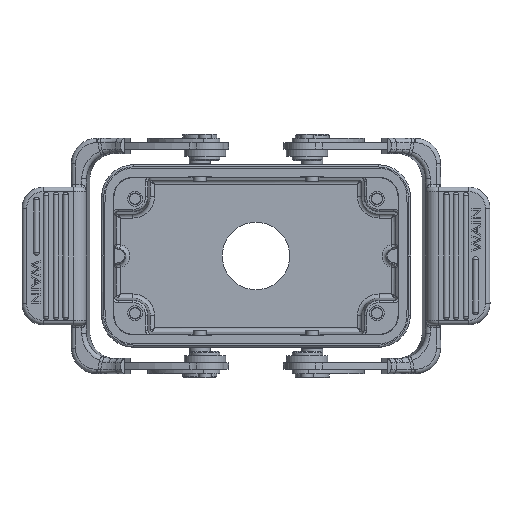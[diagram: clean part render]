
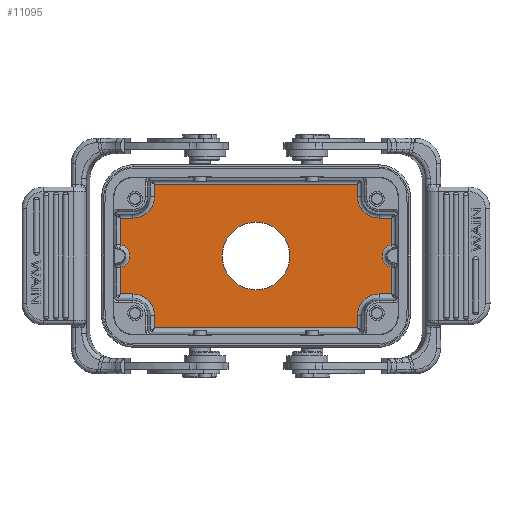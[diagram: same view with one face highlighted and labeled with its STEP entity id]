
A CAD part, front view. The second image highlights one B-rep face of the part: STEP entity #11095.
In plain terms, the highlighted planar face has unit normal (0, -1, 0).
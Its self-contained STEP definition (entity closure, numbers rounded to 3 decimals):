
#11095=ADVANCED_FACE('',(#13154,#13155),#11898,.T.);
#11898=PLANE('',#34408);
#12467=CIRCLE('',#33605,2.772);
#12482=CIRCLE('',#33636,5.053);
#12502=CIRCLE('',#33687,5.053);
#12519=CIRCLE('',#33720,5.053);
#12525=CIRCLE('',#33732,2.772);
#12541=CIRCLE('',#33764,5.053);
#12720=CIRCLE('',#34407,7.95);
#13154=FACE_BOUND('',#14841,.T.);
#13155=FACE_BOUND('',#14842,.T.);
#14841=EDGE_LOOP('',(#21856));
#14842=EDGE_LOOP('',(#21857,#21858,#21859,#21860,#21861,#21862,#21863,#21864,
#21865,#21866,#21867,#21868,#21869,#21870,#21871,#21872,#21873,#21874,#21875,
#21876));
#21856=ORIENTED_EDGE('',*,*,#27891,.F.);
#21857=ORIENTED_EDGE('',*,*,#26687,.T.);
#21858=ORIENTED_EDGE('',*,*,#26691,.F.);
#21859=ORIENTED_EDGE('',*,*,#26747,.T.);
#21860=ORIENTED_EDGE('',*,*,#26751,.T.);
#21861=ORIENTED_EDGE('',*,*,#26755,.T.);
#21862=ORIENTED_EDGE('',*,*,#26759,.F.);
#21863=ORIENTED_EDGE('',*,*,#26793,.T.);
#21864=ORIENTED_EDGE('',*,*,#26797,.T.);
#21865=ORIENTED_EDGE('',*,*,#26819,.F.);
#21866=ORIENTED_EDGE('',*,*,#26814,.T.);
#21867=ORIENTED_EDGE('',*,*,#26811,.T.);
#21868=ORIENTED_EDGE('',*,*,#26804,.F.);
#21869=ORIENTED_EDGE('',*,*,#26851,.T.);
#21870=ORIENTED_EDGE('',*,*,#26855,.T.);
#21871=ORIENTED_EDGE('',*,*,#26859,.T.);
#21872=ORIENTED_EDGE('',*,*,#26863,.F.);
#21873=ORIENTED_EDGE('',*,*,#26866,.T.);
#21874=ORIENTED_EDGE('',*,*,#26668,.T.);
#21875=ORIENTED_EDGE('',*,*,#26663,.F.);
#21876=ORIENTED_EDGE('',*,*,#27890,.T.);
#23630=VERTEX_POINT('',#50035);
#23631=VERTEX_POINT('',#50039);
#23632=VERTEX_POINT('',#50048);
#23650=VERTEX_POINT('',#50097);
#23652=VERTEX_POINT('',#50156);
#23654=VERTEX_POINT('',#50178);
#23692=VERTEX_POINT('',#50342);
#23694=VERTEX_POINT('',#50407);
#23697=VERTEX_POINT('',#50470);
#23699=VERTEX_POINT('',#50492);
#23720=VERTEX_POINT('',#50602);
#23722=VERTEX_POINT('',#50664);
#23729=VERTEX_POINT('',#50695);
#23730=VERTEX_POINT('',#50697);
#23733=VERTEX_POINT('',#50710);
#23734=VERTEX_POINT('',#50773);
#23753=VERTEX_POINT('',#50957);
#23755=VERTEX_POINT('',#51022);
#23758=VERTEX_POINT('',#51085);
#23760=VERTEX_POINT('',#51107);
#24388=VERTEX_POINT('',#54682);
#26663=EDGE_CURVE('',#23630,#23631,#12467,.T.);
#26668=EDGE_CURVE('',#23632,#23631,#29280,.T.);
#26687=EDGE_CURVE('',#23650,#23652,#29283,.T.);
#26691=EDGE_CURVE('',#23654,#23652,#12482,.T.);
#26747=EDGE_CURVE('',#23654,#23692,#29312,.T.);
#26751=EDGE_CURVE('',#23692,#23694,#29314,.T.);
#26755=EDGE_CURVE('',#23694,#23697,#29315,.T.);
#26759=EDGE_CURVE('',#23699,#23697,#12502,.T.);
#26793=EDGE_CURVE('',#23699,#23720,#29332,.T.);
#26797=EDGE_CURVE('',#23720,#23722,#29334,.T.);
#26804=EDGE_CURVE('',#23729,#23730,#12519,.T.);
#26811=EDGE_CURVE('',#23733,#23730,#29341,.T.);
#26814=EDGE_CURVE('',#23734,#23733,#29342,.T.);
#26819=EDGE_CURVE('',#23734,#23722,#12525,.T.);
#26851=EDGE_CURVE('',#23729,#23753,#29353,.T.);
#26855=EDGE_CURVE('',#23753,#23755,#29355,.T.);
#26859=EDGE_CURVE('',#23755,#23758,#29356,.T.);
#26863=EDGE_CURVE('',#23760,#23758,#12541,.T.);
#26866=EDGE_CURVE('',#23760,#23632,#29359,.T.);
#27890=EDGE_CURVE('',#23630,#23650,#30027,.T.);
#27891=EDGE_CURVE('',#24388,#24388,#12720,.T.);
#29280=LINE('',#50051,#31444);
#29283=LINE('',#50157,#31447);
#29312=LINE('',#50343,#31476);
#29314=LINE('',#50408,#31478);
#29315=LINE('',#50471,#31479);
#29332=LINE('',#50603,#31496);
#29334=LINE('',#50665,#31498);
#29341=LINE('',#50709,#31505);
#29342=LINE('',#50772,#31506);
#29353=LINE('',#50958,#31517);
#29355=LINE('',#51023,#31519);
#29356=LINE('',#51086,#31520);
#29359=LINE('',#51116,#31523);
#30027=LINE('',#54679,#32203);
#31444=VECTOR('',#38591,1.);
#31447=VECTOR('',#38642,1.);
#31476=VECTOR('',#38765,1.);
#31478=VECTOR('',#38769,1.);
#31479=VECTOR('',#38776,1.);
#31496=VECTOR('',#38849,1.);
#31498=VECTOR('',#38855,1.);
#31505=VECTOR('',#38884,1.);
#31506=VECTOR('',#38887,1.);
#31517=VECTOR('',#38960,1.);
#31519=VECTOR('',#38964,1.);
#31520=VECTOR('',#38971,1.);
#31523=VECTOR('',#38982,1.);
#32203=VECTOR('',#40943,1.);
#33605=AXIS2_PLACEMENT_3D('',#50038,#38580,#38581);
#33636=AXIS2_PLACEMENT_3D('',#50179,#38648,#38649);
#33687=AXIS2_PLACEMENT_3D('',#50493,#38782,#38783);
#33720=AXIS2_PLACEMENT_3D('',#50696,#38868,#38869);
#33732=AXIS2_PLACEMENT_3D('',#50782,#38899,#38900);
#33764=AXIS2_PLACEMENT_3D('',#51108,#38977,#38978);
#34407=AXIS2_PLACEMENT_3D('',#54681,#40946,#40947);
#34408=AXIS2_PLACEMENT_3D('',#54683,#40948,#40949);
#38580=DIRECTION('',(0.,-1.,0.));
#38581=DIRECTION('',(0.,0.,-1.));
#38591=DIRECTION('',(0.,0.,1.));
#38642=DIRECTION('',(-1.,0.,0.));
#38648=DIRECTION('',(0.,-1.,0.));
#38649=DIRECTION('',(0.,0.,-1.));
#38765=DIRECTION('',(0.,0.,1.));
#38769=DIRECTION('',(-1.,0.,0.));
#38776=DIRECTION('',(0.,0.,-1.));
#38782=DIRECTION('',(0.,-1.,0.));
#38783=DIRECTION('',(0.,0.,-1.));
#38849=DIRECTION('',(-1.,0.,0.));
#38855=DIRECTION('',(0.,0.,-1.));
#38868=DIRECTION('',(0.,-1.,0.));
#38869=DIRECTION('',(0.,0.,-1.));
#38884=DIRECTION('',(1.,0.,0.));
#38887=DIRECTION('',(0.,0.,-1.));
#38899=DIRECTION('',(0.,-1.,0.));
#38900=DIRECTION('',(0.,0.,-1.));
#38960=DIRECTION('',(0.,0.,-1.));
#38964=DIRECTION('',(1.,0.,0.));
#38971=DIRECTION('',(0.,0.,1.));
#38977=DIRECTION('',(0.,-1.,0.));
#38978=DIRECTION('',(0.,0.,-1.));
#38982=DIRECTION('',(1.,0.,0.));
#40943=DIRECTION('',(0.,0.,1.));
#40946=DIRECTION('',(0.,-1.,0.));
#40947=DIRECTION('',(-1.,0.,0.));
#40948=DIRECTION('',(0.,-1.,0.));
#40949=DIRECTION('',(0.,0.,-1.));
#50035=CARTESIAN_POINT('',(31.947,19.35,2.717));
#50038=CARTESIAN_POINT('',(32.5,19.35,0.));
#50039=CARTESIAN_POINT('',(31.947,19.35,-2.717));
#50048=CARTESIAN_POINT('',(31.946,19.35,-8.946));
#50051=CARTESIAN_POINT('',(31.947,19.35,-21.5));
#50097=CARTESIAN_POINT('',(31.946,19.35,8.946));
#50156=CARTESIAN_POINT('',(29.,19.35,8.947));
#50157=CARTESIAN_POINT('',(0.,19.35,8.947));
#50178=CARTESIAN_POINT('',(23.947,19.35,14.));
#50179=CARTESIAN_POINT('',(29.,19.35,14.));
#50342=CARTESIAN_POINT('',(23.946,19.35,16.946));
#50343=CARTESIAN_POINT('',(23.947,19.35,-21.5));
#50407=CARTESIAN_POINT('',(-23.946,19.35,16.946));
#50408=CARTESIAN_POINT('',(0.,19.35,16.947));
#50470=CARTESIAN_POINT('',(-23.947,19.35,14.));
#50471=CARTESIAN_POINT('',(-23.947,19.35,-21.5));
#50492=CARTESIAN_POINT('',(-29.,19.35,8.947));
#50493=CARTESIAN_POINT('',(-29.,19.35,14.));
#50602=CARTESIAN_POINT('',(-31.946,19.35,8.946));
#50603=CARTESIAN_POINT('',(0.,19.35,8.947));
#50664=CARTESIAN_POINT('',(-31.947,19.35,2.717));
#50665=CARTESIAN_POINT('',(-31.947,19.35,-21.5));
#50695=CARTESIAN_POINT('',(-23.947,19.35,-14.));
#50696=CARTESIAN_POINT('',(-29.,19.35,-14.));
#50697=CARTESIAN_POINT('',(-29.,19.35,-8.947));
#50709=CARTESIAN_POINT('',(0.,19.35,-8.947));
#50710=CARTESIAN_POINT('',(-31.946,19.35,-8.946));
#50772=CARTESIAN_POINT('',(-31.947,19.35,-21.5));
#50773=CARTESIAN_POINT('',(-31.947,19.35,-2.717));
#50782=CARTESIAN_POINT('',(-32.5,19.35,0.));
#50957=CARTESIAN_POINT('',(-23.946,19.35,-16.946));
#50958=CARTESIAN_POINT('',(-23.947,19.35,-21.5));
#51022=CARTESIAN_POINT('',(23.946,19.35,-16.946));
#51023=CARTESIAN_POINT('',(0.,19.35,-16.947));
#51085=CARTESIAN_POINT('',(23.947,19.35,-14.));
#51086=CARTESIAN_POINT('',(23.947,19.35,-21.5));
#51107=CARTESIAN_POINT('',(29.,19.35,-8.947));
#51108=CARTESIAN_POINT('',(29.,19.35,-14.));
#51116=CARTESIAN_POINT('',(0.,19.35,-8.947));
#54679=CARTESIAN_POINT('',(31.947,19.35,-21.5));
#54681=CARTESIAN_POINT('',(0.,19.35,0.));
#54682=CARTESIAN_POINT('',(-7.95,19.35,0.));
#54683=CARTESIAN_POINT('',(0.,19.35,-21.5));
